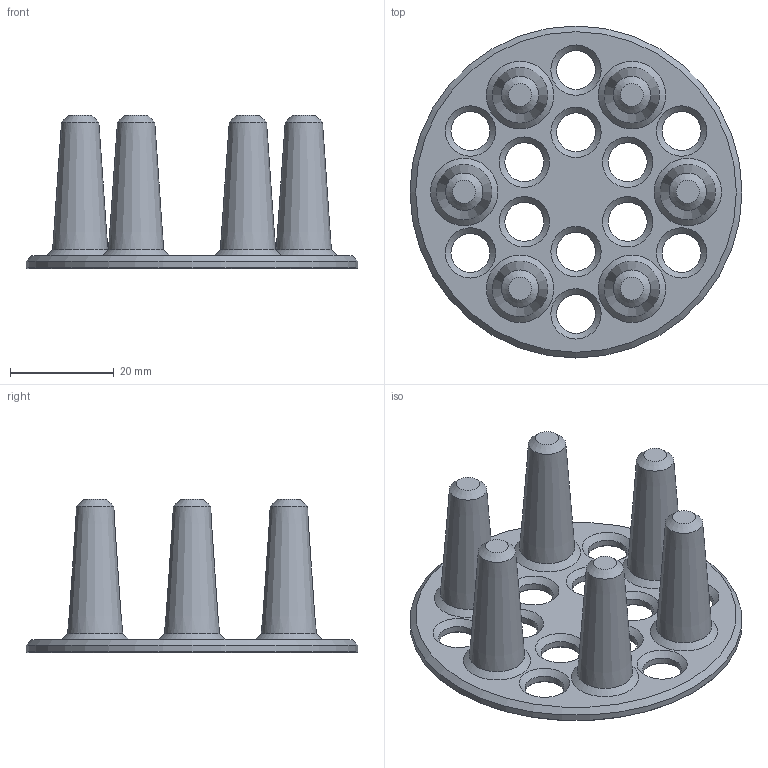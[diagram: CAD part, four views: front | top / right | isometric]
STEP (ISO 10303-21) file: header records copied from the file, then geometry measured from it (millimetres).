
FILE_DESCRIPTION(('FreeCAD Model'),'2;1');
FILE_NAME('Open CASCADE Shape Model','2023-09-24T09:56:22',(''),(''), 'Open CASCADE STEP processor 7.6','FreeCAD','Unknown');
FILE_SCHEMA(('AUTOMOTIVE_DESIGN { 1 0 10303 214 1 1 1 1 }'));
Length unit declared in the file: millimetre
Products named in the file (1): Body
Bounding box: 64 x 64 x 29.5 mm (x, y, z)
Volume: 16673.4 mm3; surface area: 10255.8 mm2
Topology: 1 solids, 1 shells, 65 faces, 133 edges, 76 vertices
Faces by surface type: cone 44, cylinder 13, plane 8
Full cylindrical faces by diameter (mm): 7.5 x12, 64 x1
Entity records: 3516 total; most frequent: CARTESIAN_POINT 631, DIRECTION 577, LINE 267, VECTOR 267, ORIENTED_EDGE 266, PCURVE 266, DEFINITIONAL_REPRESENTATION 266, AXIS2_PLACEMENT_3D 142
